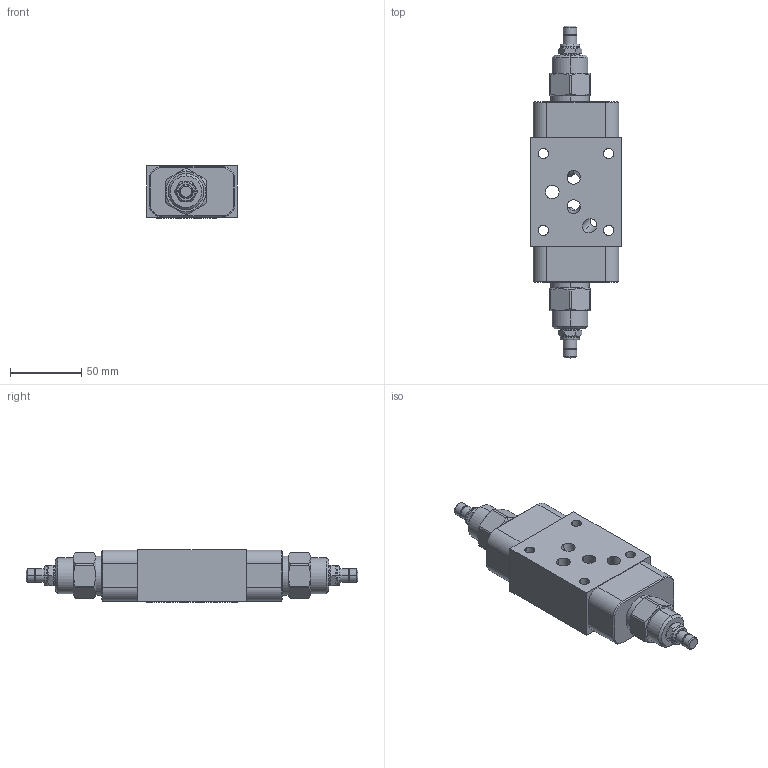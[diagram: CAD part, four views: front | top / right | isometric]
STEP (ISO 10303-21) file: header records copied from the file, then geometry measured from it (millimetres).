
FILE_DESCRIPTION((''),'2;1');
FILE_NAME('MANIFOLD_STP1_ASM','2008-12-19T',('Administrator'),(''),'PRO/ENGINEER BY PARAMETRIC TECHNOLOGY CORPORATION, 2006240','PRO/ENGINEER BY PARAMETRIC TECHNOLOGY CORPORATION, 2006240','');
FILE_SCHEMA(('CONFIG_CONTROL_DESIGN'));
Length unit declared in the file: inch
Products named in the file (3): 150226J_PRT; RPGCLAN-CBX-S_CART_PRT; MANIFOLD_STP1_ASM
Assembly tree (2 placements, depth 2):
  MANIFOLD_STP1_ASM
    150226J_PRT
    RPGCLAN-CBX-S_CART_PRT
Bounding box: 63.5 x 233.38 x 37.06 mm (x, y, z)
Surface area: 72669 mm2 (no closed solid volume)
Topology: 0 solids, 24 shells, 484 faces, 1157 edges, 723 vertices
Faces by surface type: cylinder 196, plane 113, cone 90, torus 78, sphere 7
Entity records: 15232 total; most frequent: CARTESIAN_POINT 3614, DIRECTION 2625, ORIENTED_EDGE 2280, EDGE_CURVE 1151, AXIS2_PLACEMENT_3D 1125, VERTEX_POINT 723, CIRCLE 636, EDGE_LOOP 556
